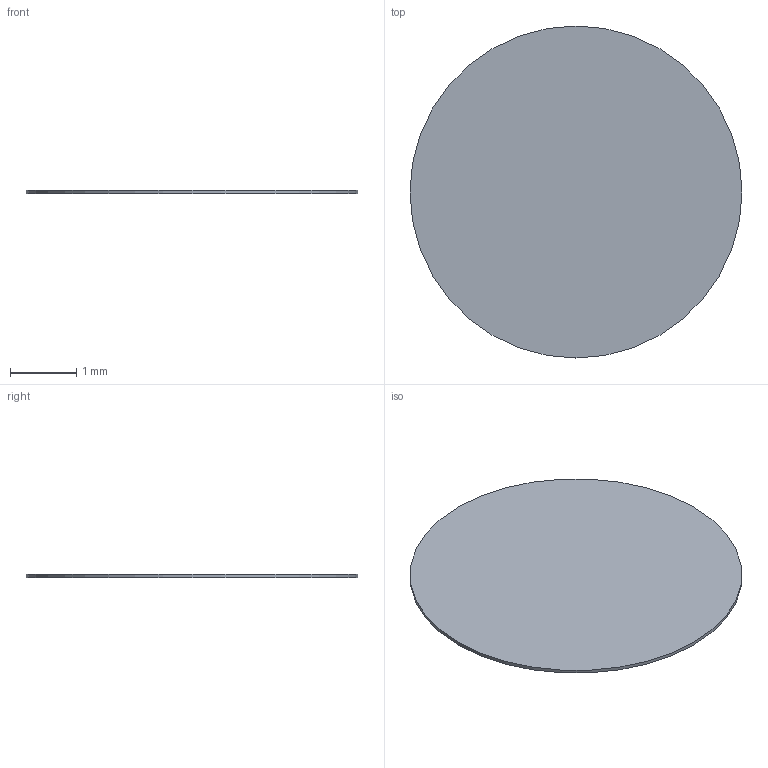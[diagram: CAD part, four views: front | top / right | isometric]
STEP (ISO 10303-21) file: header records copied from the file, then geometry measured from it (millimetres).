
FILE_DESCRIPTION(/* description */ (''),/* implementation_level */ '2;1');
FILE_NAME(/* name */ 'SMD5.stp',/* time_stamp */ '2014-06-12T10:12:35+02:00',/* author */ (''),/* organization */ (''),/* preprocessor_version */ 'ST-DEVELOPER v15',/* originating_system */ 'SIEMENS PLM Software NX 8.5',/* authorisation */ '');
FILE_SCHEMA (('AP203_CONFIGURATION_CONTROLLED_3D_DESIGN_OF_MECHANICAL_PARTS_AND_ASSEMBLIES_MIM_LF { 1 0 10303 403 2 1 2}'));
Length unit declared in the file: millimetre
Products named in the file (1): SMD5
Bounding box: 5 x 5 x 0.05 mm (x, y, z)
Volume: 1 mm3; surface area: 40.1 mm2
Topology: 1 solids, 1 shells, 3 faces, 3 edges, 3 vertices
Faces by surface type: plane 2, cylinder 1
Full cylindrical faces by diameter (mm): 5 x1
Entity records: 150 total; most frequent: DIRECTION 12, CARTESIAN_POINT 9, PERSON_AND_ORGANIZATION 7, ORGANIZATION 7, AXIS2_PLACEMENT_3D 6, DATE_AND_TIME 5, LOCAL_TIME 5, COORDINATED_UNIVERSAL_TIME_OFFSET 5
